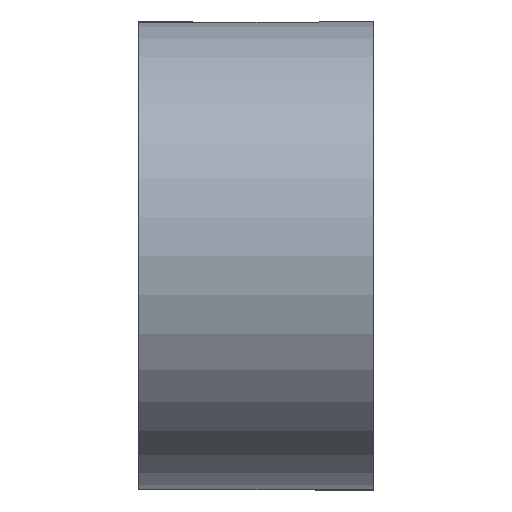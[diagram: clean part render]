
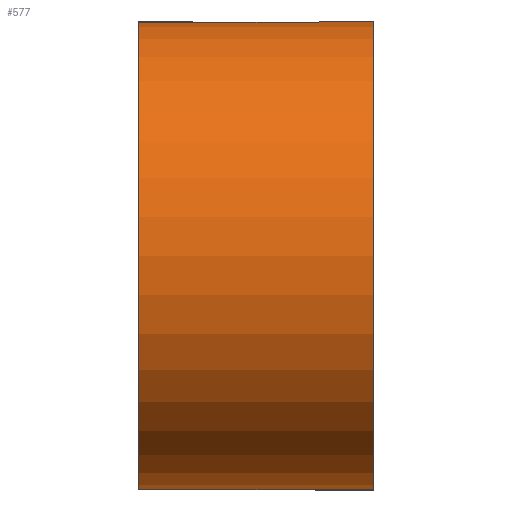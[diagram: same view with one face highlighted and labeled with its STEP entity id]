
A CAD part, left-side view. The second image highlights one B-rep face of the part: STEP entity #577.
In plain terms, the highlighted cylindrical face has radius 10 mm (diameter 20 mm), a partial arc.
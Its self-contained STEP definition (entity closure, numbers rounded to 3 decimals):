
#102=FACE_OUTER_BOUND('',#152,.T.);
#152=EDGE_LOOP('',(#503,#504,#505,#506));
#179=LINE('',#1048,#203);
#182=LINE('',#1059,#206);
#203=VECTOR('',#876,10.);
#206=VECTOR('',#889,10.);
#239=CIRCLE('',#667,10.);
#254=CIRCLE('',#692,10.);
#287=VERTEX_POINT('',#1012);
#288=VERTEX_POINT('',#1013);
#299=VERTEX_POINT('',#1047);
#302=VERTEX_POINT('',#1057);
#351=EDGE_CURVE('',#287,#288,#239,.T.);
#367=EDGE_CURVE('',#299,#288,#179,.T.);
#373=EDGE_CURVE('',#287,#302,#182,.T.);
#374=EDGE_CURVE('',#299,#302,#254,.T.);
#503=ORIENTED_EDGE('',*,*,#373,.T.);
#504=ORIENTED_EDGE('',*,*,#374,.F.);
#505=ORIENTED_EDGE('',*,*,#367,.T.);
#506=ORIENTED_EDGE('',*,*,#351,.F.);
#542=CYLINDRICAL_SURFACE('',#691,10.);
#577=ADVANCED_FACE('',(#102),#542,.T.);
#667=AXIS2_PLACEMENT_3D('',#1014,#834,#835);
#691=AXIS2_PLACEMENT_3D('',#1060,#890,#891);
#692=AXIS2_PLACEMENT_3D('',#1061,#892,#893);
#834=DIRECTION('center_axis',(0.,1.,0.));
#835=DIRECTION('ref_axis',(0.581,0.,-0.814));
#876=DIRECTION('',(0.,1.,0.));
#889=DIRECTION('',(0.,-1.,0.));
#890=DIRECTION('center_axis',(0.,-1.,0.));
#891=DIRECTION('ref_axis',(-1.,0.,0.));
#892=DIRECTION('center_axis',(0.,-1.,0.));
#893=DIRECTION('ref_axis',(0.581,0.,-0.814));
#1012=CARTESIAN_POINT('',(5.812,10.,-8.137));
#1013=CARTESIAN_POINT('',(5.812,10.,8.137));
#1014=CARTESIAN_POINT('Origin',(0.,10.,0.));
#1047=CARTESIAN_POINT('',(5.812,0.,8.137));
#1048=CARTESIAN_POINT('',(5.812,1.,8.137));
#1057=CARTESIAN_POINT('',(5.812,0.,-8.137));
#1059=CARTESIAN_POINT('',(5.812,1.,-8.137));
#1060=CARTESIAN_POINT('Origin',(0.,1.,0.));
#1061=CARTESIAN_POINT('Origin',(0.,0.,0.));
